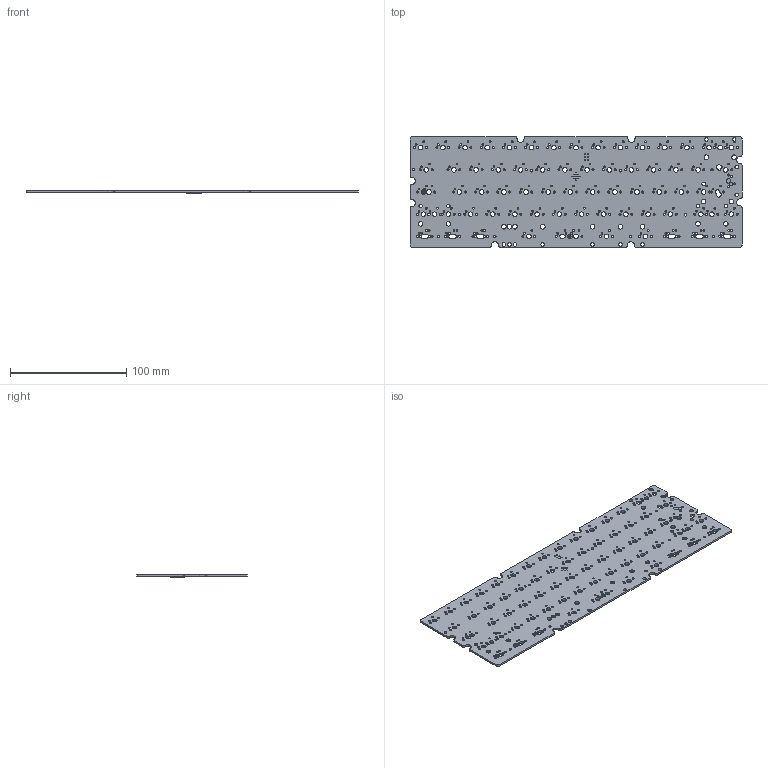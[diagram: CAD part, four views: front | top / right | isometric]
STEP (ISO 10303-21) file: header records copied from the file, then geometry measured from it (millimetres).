
FILE_DESCRIPTION(('KiCad electronic assembly'),'2;1');
FILE_NAME('pcb-solder.step','2022-02-18T12:13:49',('Pcbnew'),('Kicad'), 'Open CASCADE STEP processor 7.5','KiCad to STEP converter','Unknown' );
FILE_SCHEMA(('AUTOMOTIVE_DESIGN { 1 0 10303 214 1 1 1 1 }'));
Length unit declared in the file: millimetre
Products named in the file (6): pcb-solder 1; Crystal_SMD_3225-4Pin_3.2x2.5mm; SOLID; QFN-44-1EP_7x7mm_P0.5mm_EP5.15x5.15mm; pcb-solder PCB
Assembly tree (5 placements, depth 3):
  pcb-solder 1
    Crystal_SMD_3225-4Pin_3.2x2.5mm
      SOLID
    QFN-44-1EP_7x7mm_P0.5mm_EP5.15x5.15mm
      SOLID
    pcb-solder PCB
Bounding box: 285 x 95 x 2.42 mm (x, y, z)
Volume: 39917.9 mm3; surface area: 55919 mm2
Topology: 3 solids, 3 shells, 873 faces, 2585 edges, 1732 vertices
Faces by surface type: cylinder 511, bspline 306, plane 56
Full cylindrical faces by diameter (mm): 0.3 x13, 1 x6, 1.5 x156, 1.75 x130, 2 x10, 3.048 x14, 3.988 x14, 4 x63
Entity records: 65463 total; most frequent: CARTESIAN_POINT 15388, DIRECTION 7199, ORIENTED_EDGE 5170, PCURVE 5170, DEFINITIONAL_REPRESENTATION 5170, LINE 2691, VECTOR 2691, EDGE_CURVE 2585
